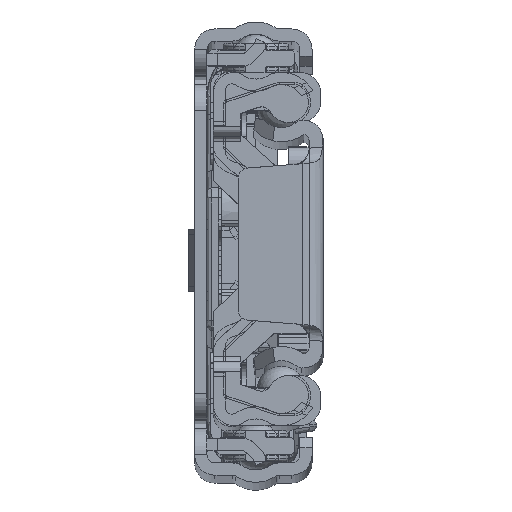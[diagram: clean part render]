
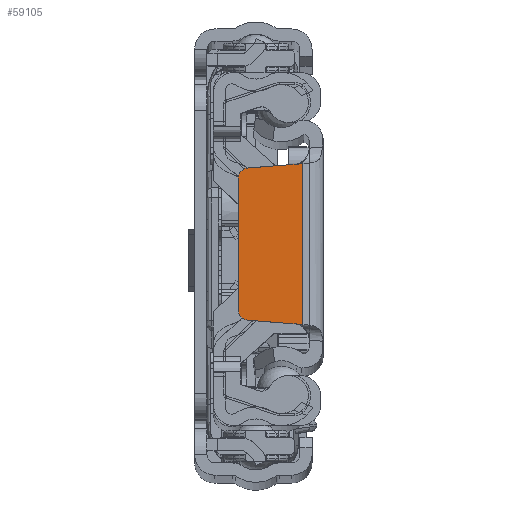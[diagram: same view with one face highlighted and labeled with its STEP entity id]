
A CAD part, top view. The second image highlights one B-rep face of the part: STEP entity #59105.
In plain terms, the highlighted face is planar.
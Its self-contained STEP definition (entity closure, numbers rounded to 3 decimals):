
#3708 = CIRCLE ( 'NONE', #57579, 1. ) ;
#4438 = LINE ( 'NONE', #48780, #13499 ) ;
#5784 = EDGE_CURVE ( 'NONE', #30683, #84708, #25018, .T. ) ;
#6864 = VECTOR ( 'NONE', #70705, 1000. ) ;
#7723 = LINE ( 'NONE', #124578, #12301 ) ;
#11786 = EDGE_CURVE ( 'NONE', #12305, #89201, #3708, .T. ) ;
#12173 = AXIS2_PLACEMENT_3D ( 'NONE', #20213, #87098, #67604 ) ;
#12231 = CARTESIAN_POINT ( 'NONE',  ( -2., 7.945, 0. ) ) ;
#12301 = VECTOR ( 'NONE', #122894, 1000. ) ;
#12305 = VERTEX_POINT ( 'NONE', #63331 ) ;
#13499 = VECTOR ( 'NONE', #77170, 1000. ) ;
#13554 = CARTESIAN_POINT ( 'NONE',  ( -8.4, 7.45, 0. ) ) ;
#14205 = VERTEX_POINT ( 'NONE', #30668 ) ;
#19700 = EDGE_CURVE ( 'NONE', #115926, #14205, #68324, .T. ) ;
#20213 = CARTESIAN_POINT ( 'NONE',  ( -7.4, -6.524, 0. ) ) ;
#23564 = ORIENTED_EDGE ( 'NONE', *, *, #112515, .T. ) ;
#25018 = LINE ( 'NONE', #118050, #88657 ) ;
#30668 = CARTESIAN_POINT ( 'NONE',  ( -2.784, -7.885, 0. ) ) ;
#30683 = VERTEX_POINT ( 'NONE', #12231 ) ;
#30700 = EDGE_CURVE ( 'NONE', #81577, #12305, #90198, .T. ) ;
#32636 = LINE ( 'NONE', #13554, #6864 ) ;
#36925 = EDGE_LOOP ( 'NONE', ( #108396, #64510, #75955, #83168, #103766, #90307, #55061, #23564 ) ) ;
#44944 = CARTESIAN_POINT ( 'NONE',  ( -2., -7.945, 0. ) ) ;
#48780 = CARTESIAN_POINT ( 'NONE',  ( -2., -7.945, 0. ) ) ;
#51966 = DIRECTION ( 'NONE',  ( 0., 1., 0. ) ) ;
#52937 = CARTESIAN_POINT ( 'NONE',  ( -7.4, 6.524, 0. ) ) ;
#55061 = ORIENTED_EDGE ( 'NONE', *, *, #5784, .T. ) ;
#55219 = VECTOR ( 'NONE', #51966, 1000. ) ;
#57579 = AXIS2_PLACEMENT_3D ( 'NONE', #52937, #110515, #62668 ) ;
#59105 = ADVANCED_FACE ( 'NONE', ( #84819 ), #85492, .F. ) ;
#62668 = DIRECTION ( 'NONE',  ( 1., 0., 0. ) ) ;
#63331 = CARTESIAN_POINT ( 'NONE',  ( -8.4, 6.524, 0. ) ) ;
#64510 = ORIENTED_EDGE ( 'NONE', *, *, #96688, .T. ) ;
#67604 = DIRECTION ( 'NONE',  ( 1., 0., 0. ) ) ;
#68324 = LINE ( 'NONE', #111580, #113707 ) ;
#69831 = CARTESIAN_POINT ( 'NONE',  ( -8.4, 8.1, 0. ) ) ;
#70705 = DIRECTION ( 'NONE',  ( -0.997, -0.077, 0. ) ) ;
#73092 = DIRECTION ( 'NONE',  ( 0.997, -0.077, 0. ) ) ;
#73248 = CARTESIAN_POINT ( 'NONE',  ( -8.4, -6.524, 0. ) ) ;
#75955 = ORIENTED_EDGE ( 'NONE', *, *, #30700, .T. ) ;
#76166 = CARTESIAN_POINT ( 'NONE',  ( -4.143, -13.87, 0. ) ) ;
#77170 = DIRECTION ( 'NONE',  ( -0.997, 0.077, 0. ) ) ;
#79050 = AXIS2_PLACEMENT_3D ( 'NONE', #76166, #113850, #85921 ) ;
#81577 = VERTEX_POINT ( 'NONE', #73248 ) ;
#83168 = ORIENTED_EDGE ( 'NONE', *, *, #11786, .T. ) ;
#84708 = VERTEX_POINT ( 'NONE', #44944 ) ;
#84819 = FACE_OUTER_BOUND ( 'NONE', #36925, .T. ) ;
#85492 = PLANE ( 'NONE',  #79050 ) ;
#85717 = CARTESIAN_POINT ( 'NONE',  ( -2.784, 7.885, 0. ) ) ;
#85921 = DIRECTION ( 'NONE',  ( 1., 0., 0. ) ) ;
#87098 = DIRECTION ( 'NONE',  ( 0., 0., -1. ) ) ;
#88549 = EDGE_CURVE ( 'NONE', #30683, #102206, #7723, .T. ) ;
#88657 = VECTOR ( 'NONE', #100255, 1000. ) ;
#89201 = VERTEX_POINT ( 'NONE', #116738 ) ;
#90198 = LINE ( 'NONE', #69831, #55219 ) ;
#90307 = ORIENTED_EDGE ( 'NONE', *, *, #88549, .F. ) ;
#96688 = EDGE_CURVE ( 'NONE', #115926, #81577, #107940, .T. ) ;
#100255 = DIRECTION ( 'NONE',  ( 0., -1., 0. ) ) ;
#102206 = VERTEX_POINT ( 'NONE', #85717 ) ;
#103766 = ORIENTED_EDGE ( 'NONE', *, *, #116483, .F. ) ;
#107940 = CIRCLE ( 'NONE', #12173, 1. ) ;
#108396 = ORIENTED_EDGE ( 'NONE', *, *, #19700, .F. ) ;
#110515 = DIRECTION ( 'NONE',  ( 0., 0., -1. ) ) ;
#111580 = CARTESIAN_POINT ( 'NONE',  ( -8.4, -7.45, 0. ) ) ;
#112515 = EDGE_CURVE ( 'NONE', #84708, #14205, #4438, .T. ) ;
#113707 = VECTOR ( 'NONE', #73092, 1000. ) ;
#113850 = DIRECTION ( 'NONE',  ( 0., 0., 1. ) ) ;
#115926 = VERTEX_POINT ( 'NONE', #119947 ) ;
#116483 = EDGE_CURVE ( 'NONE', #102206, #89201, #32636, .T. ) ;
#116738 = CARTESIAN_POINT ( 'NONE',  ( -7.477, 7.521, 0. ) ) ;
#118050 = CARTESIAN_POINT ( 'NONE',  ( -2., -13.87, 0. ) ) ;
#119947 = CARTESIAN_POINT ( 'NONE',  ( -7.477, -7.521, 0. ) ) ;
#122894 = DIRECTION ( 'NONE',  ( -0.997, -0.077, 0. ) ) ;
#124578 = CARTESIAN_POINT ( 'NONE',  ( -2., 7.945, 0. ) ) ;
